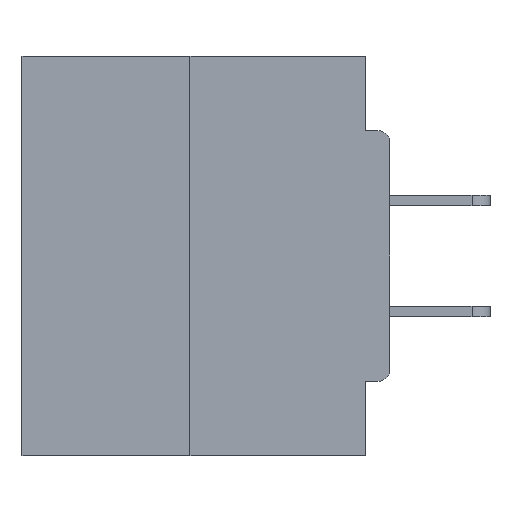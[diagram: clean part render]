
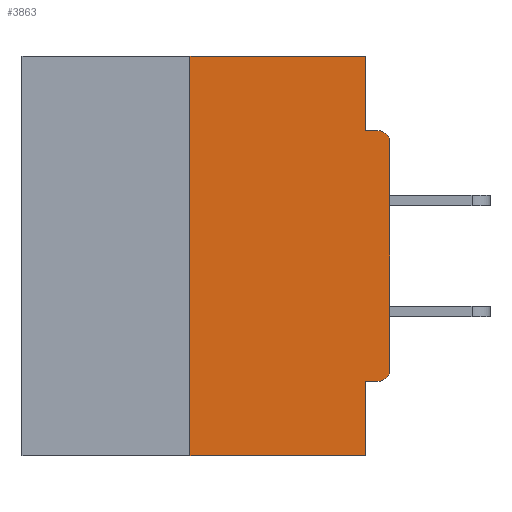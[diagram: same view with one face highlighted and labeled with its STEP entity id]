
A CAD part, left-side view. The second image highlights one B-rep face of the part: STEP entity #3863.
In plain terms, the highlighted planar face has unit normal (-1, 0, 0).
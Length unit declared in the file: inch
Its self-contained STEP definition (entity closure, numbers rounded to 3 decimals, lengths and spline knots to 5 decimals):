
#634 = PLANE ( 'NONE',  #11715 ) ;
#1021 = LINE ( 'NONE', #34738, #33563 ) ;
#1167 = LINE ( 'NONE', #18678, #8735 ) ;
#1804 = ORIENTED_EDGE ( 'NONE', *, *, #16646, .F. ) ;
#2081 = VERTEX_POINT ( 'NONE', #29820 ) ;
#2369 = CARTESIAN_POINT ( 'NONE',  ( 0., 0.015, -0.4065 ) ) ;
#2431 = CARTESIAN_POINT ( 'NONE',  ( 0., 0.46, 0. ) ) ;
#2828 = VERTEX_POINT ( 'NONE', #26507 ) ;
#3310 = DIRECTION ( 'NONE',  ( 0., -1., 0. ) ) ;
#3464 = CIRCLE ( 'NONE', #33110, 0.015 ) ;
#3863 = ADVANCED_FACE ( 'NONE', ( #6304 ), #634, .F. ) ;
#4205 = VERTEX_POINT ( 'NONE', #2369 ) ;
#4735 = ORIENTED_EDGE ( 'NONE', *, *, #7872, .T. ) ;
#4763 = LINE ( 'NONE', #5043, #32730 ) ;
#5011 = DIRECTION ( 'NONE',  ( 0., 0., 1. ) ) ;
#5043 = CARTESIAN_POINT ( 'NONE',  ( 0., 0.031, 0. ) ) ;
#5281 = VECTOR ( 'NONE', #5011, 39.37008 ) ;
#5532 = CARTESIAN_POINT ( 'NONE',  ( 0., 0.031, -0.0935 ) ) ;
#5715 = LINE ( 'NONE', #2431, #17152 ) ;
#6304 = FACE_OUTER_BOUND ( 'NONE', #32772, .T. ) ;
#6578 = EDGE_CURVE ( 'NONE', #4205, #29881, #14558, .T. ) ;
#6623 = LINE ( 'NONE', #17010, #32026 ) ;
#6960 = CARTESIAN_POINT ( 'NONE',  ( 0., 0., -0.1085 ) ) ;
#7374 = VECTOR ( 'NONE', #29995, 39.37008 ) ;
#7872 = EDGE_CURVE ( 'NONE', #4205, #29992, #30744, .T. ) ;
#7919 = VECTOR ( 'NONE', #25588, 39.37008 ) ;
#8539 = CARTESIAN_POINT ( 'NONE',  ( 0., 0.25, 0. ) ) ;
#8735 = VECTOR ( 'NONE', #3310, 39.37008 ) ;
#8935 = EDGE_CURVE ( 'NONE', #29881, #2828, #14260, .T. ) ;
#10986 = CARTESIAN_POINT ( 'NONE',  ( 0., 0., -0.4065 ) ) ;
#11024 = ORIENTED_EDGE ( 'NONE', *, *, #28301, .F. ) ;
#11106 = ORIENTED_EDGE ( 'NONE', *, *, #8935, .F. ) ;
#11268 = VERTEX_POINT ( 'NONE', #20952 ) ;
#11715 = AXIS2_PLACEMENT_3D ( 'NONE', #19498, #17017, #25276 ) ;
#11802 = VERTEX_POINT ( 'NONE', #32042 ) ;
#13842 = AXIS2_PLACEMENT_3D ( 'NONE', #29729, #18525, #29619 ) ;
#14114 = DIRECTION ( 'NONE',  ( 0., 0., -1. ) ) ;
#14260 = LINE ( 'NONE', #15168, #7919 ) ;
#14558 = LINE ( 'NONE', #10986, #7374 ) ;
#15168 = CARTESIAN_POINT ( 'NONE',  ( 0., 0.031, -0.5 ) ) ;
#15653 = EDGE_CURVE ( 'NONE', #11268, #2828, #1167, .T. ) ;
#16646 = EDGE_CURVE ( 'NONE', #2081, #11802, #5715, .T. ) ;
#17010 = CARTESIAN_POINT ( 'NONE',  ( 0., 0., 0. ) ) ;
#17017 = DIRECTION ( 'NONE',  ( 1., 0., 0. ) ) ;
#17152 = VECTOR ( 'NONE', #31846, 39.37008 ) ;
#17227 = CARTESIAN_POINT ( 'NONE',  ( 0., 0.015, -0.1085 ) ) ;
#17439 = VERTEX_POINT ( 'NONE', #6960 ) ;
#18525 = DIRECTION ( 'NONE',  ( -1., 0., 0. ) ) ;
#18678 = CARTESIAN_POINT ( 'NONE',  ( 0., 0.46, -0.5 ) ) ;
#19498 = CARTESIAN_POINT ( 'NONE',  ( 0., 0.46, 0. ) ) ;
#20206 = EDGE_CURVE ( 'NONE', #11268, #2081, #26374, .T. ) ;
#20540 = ORIENTED_EDGE ( 'NONE', *, *, #20206, .F. ) ;
#20952 = CARTESIAN_POINT ( 'NONE',  ( 0., 0.25, -0.5 ) ) ;
#21565 = CARTESIAN_POINT ( 'NONE',  ( 0., 0.015, -0.0935 ) ) ;
#24331 = CARTESIAN_POINT ( 'NONE',  ( 0., 0.031, -0.4065 ) ) ;
#25276 = DIRECTION ( 'NONE',  ( 0., 0., -1. ) ) ;
#25588 = DIRECTION ( 'NONE',  ( 0., 0., -1. ) ) ;
#26374 = LINE ( 'NONE', #8539, #5281 ) ;
#26507 = CARTESIAN_POINT ( 'NONE',  ( 0., 0.031, -0.5 ) ) ;
#28301 = EDGE_CURVE ( 'NONE', #29306, #28371, #1021, .T. ) ;
#28308 = EDGE_CURVE ( 'NONE', #11802, #29306, #4763, .T. ) ;
#28371 = VERTEX_POINT ( 'NONE', #21565 ) ;
#28876 = EDGE_CURVE ( 'NONE', #17439, #28371, #3464, .T. ) ;
#29171 = DIRECTION ( 'NONE',  ( 0., -1., 0. ) ) ;
#29215 = ORIENTED_EDGE ( 'NONE', *, *, #6578, .F. ) ;
#29306 = VERTEX_POINT ( 'NONE', #5532 ) ;
#29619 = DIRECTION ( 'NONE',  ( 0., 0., -1. ) ) ;
#29729 = CARTESIAN_POINT ( 'NONE',  ( 0., 0.015, -0.3915 ) ) ;
#29820 = CARTESIAN_POINT ( 'NONE',  ( 0., 0.25, 0. ) ) ;
#29881 = VERTEX_POINT ( 'NONE', #24331 ) ;
#29992 = VERTEX_POINT ( 'NONE', #30740 ) ;
#29995 = DIRECTION ( 'NONE',  ( 0., 1., 0. ) ) ;
#30349 = DIRECTION ( 'NONE',  ( -1., 0., 0. ) ) ;
#30740 = CARTESIAN_POINT ( 'NONE',  ( 0., 0., -0.3915 ) ) ;
#30744 = CIRCLE ( 'NONE', #13842, 0.015 ) ;
#31183 = ORIENTED_EDGE ( 'NONE', *, *, #34138, .T. ) ;
#31846 = DIRECTION ( 'NONE',  ( 0., -1., 0. ) ) ;
#32026 = VECTOR ( 'NONE', #33104, 39.37008 ) ;
#32042 = CARTESIAN_POINT ( 'NONE',  ( 0., 0.031, 0. ) ) ;
#32676 = ORIENTED_EDGE ( 'NONE', *, *, #28876, .T. ) ;
#32730 = VECTOR ( 'NONE', #34625, 39.37008 ) ;
#32772 = EDGE_LOOP ( 'NONE', ( #1804, #20540, #33643, #11106, #29215, #4735, #31183, #32676, #11024, #33390 ) ) ;
#33104 = DIRECTION ( 'NONE',  ( 0., 0., 1. ) ) ;
#33110 = AXIS2_PLACEMENT_3D ( 'NONE', #17227, #30349, #14114 ) ;
#33390 = ORIENTED_EDGE ( 'NONE', *, *, #28308, .F. ) ;
#33563 = VECTOR ( 'NONE', #29171, 39.37008 ) ;
#33643 = ORIENTED_EDGE ( 'NONE', *, *, #15653, .T. ) ;
#34138 = EDGE_CURVE ( 'NONE', #29992, #17439, #6623, .T. ) ;
#34625 = DIRECTION ( 'NONE',  ( 0., 0., -1. ) ) ;
#34738 = CARTESIAN_POINT ( 'NONE',  ( 0., 0., -0.0935 ) ) ;
